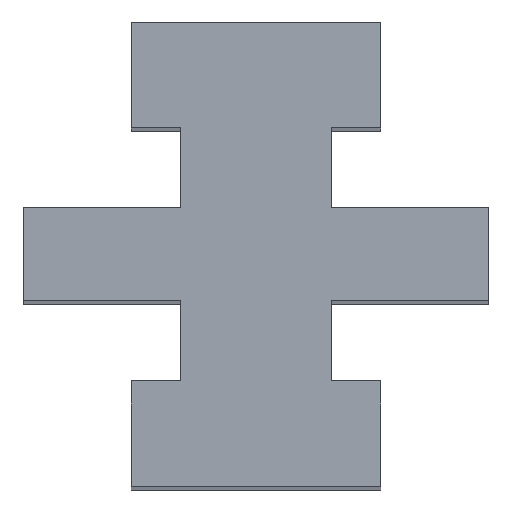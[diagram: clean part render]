
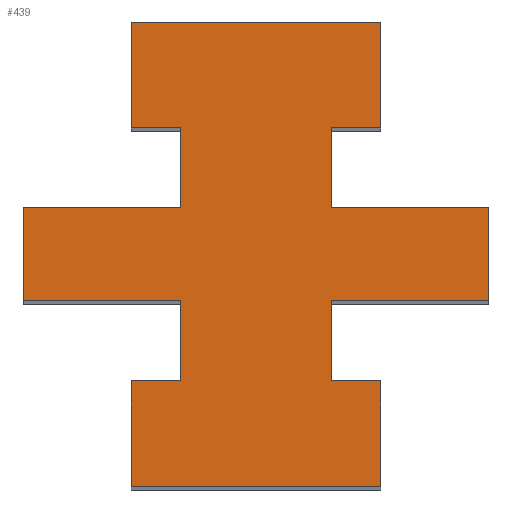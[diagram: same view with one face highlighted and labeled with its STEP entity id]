
A CAD part, top view. The second image highlights one B-rep face of the part: STEP entity #439.
In plain terms, the highlighted planar face has unit normal (0, 0, 1).
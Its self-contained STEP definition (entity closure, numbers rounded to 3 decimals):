
#33=FACE_OUTER_BOUND($,#55,.T.);
#55=EDGE_LOOP($,(#357,#358,#359,#360,#361,#362,#363,#364,#365,#366,#367,
#368,#369,#370,#371,#372,#373,#374,#375,#376));
#57=LINE($,#576,#117);
#61=LINE($,#584,#121);
#64=LINE($,#590,#124);
#67=LINE($,#596,#127);
#70=LINE($,#602,#130);
#73=LINE($,#608,#133);
#76=LINE($,#614,#136);
#79=LINE($,#620,#139);
#82=LINE($,#626,#142);
#85=LINE($,#632,#145);
#88=LINE($,#638,#148);
#91=LINE($,#644,#151);
#94=LINE($,#650,#154);
#97=LINE($,#656,#157);
#100=LINE($,#662,#160);
#103=LINE($,#668,#163);
#106=LINE($,#674,#166);
#109=LINE($,#680,#169);
#112=LINE($,#686,#172);
#115=LINE($,#691,#175);
#117=VECTOR($,#470,13.4);
#121=VECTOR($,#476,5.7);
#124=VECTOR($,#481,2.65);
#127=VECTOR($,#486,4.3);
#130=VECTOR($,#491,8.45);
#133=VECTOR($,#496,5.);
#136=VECTOR($,#501,8.45);
#139=VECTOR($,#506,4.3);
#142=VECTOR($,#511,2.65);
#145=VECTOR($,#516,5.7);
#148=VECTOR($,#521,13.4);
#151=VECTOR($,#526,5.7);
#154=VECTOR($,#531,2.65);
#157=VECTOR($,#536,4.3);
#160=VECTOR($,#541,8.45);
#163=VECTOR($,#546,5.);
#166=VECTOR($,#551,8.45);
#169=VECTOR($,#556,4.3);
#172=VECTOR($,#561,2.65);
#175=VECTOR($,#566,5.7);
#177=VERTEX_POINT($,#574);
#178=VERTEX_POINT($,#575);
#181=VERTEX_POINT($,#583);
#183=VERTEX_POINT($,#589);
#185=VERTEX_POINT($,#595);
#187=VERTEX_POINT($,#601);
#189=VERTEX_POINT($,#607);
#191=VERTEX_POINT($,#613);
#193=VERTEX_POINT($,#619);
#195=VERTEX_POINT($,#625);
#197=VERTEX_POINT($,#631);
#199=VERTEX_POINT($,#637);
#201=VERTEX_POINT($,#643);
#203=VERTEX_POINT($,#649);
#205=VERTEX_POINT($,#655);
#207=VERTEX_POINT($,#661);
#209=VERTEX_POINT($,#667);
#211=VERTEX_POINT($,#673);
#213=VERTEX_POINT($,#679);
#215=VERTEX_POINT($,#685);
#217=EDGE_CURVE($,#177,#178,#57,.T.);
#221=EDGE_CURVE($,#178,#181,#61,.T.);
#224=EDGE_CURVE($,#181,#183,#64,.T.);
#227=EDGE_CURVE($,#183,#185,#67,.T.);
#230=EDGE_CURVE($,#185,#187,#70,.T.);
#233=EDGE_CURVE($,#187,#189,#73,.T.);
#236=EDGE_CURVE($,#189,#191,#76,.T.);
#239=EDGE_CURVE($,#191,#193,#79,.T.);
#242=EDGE_CURVE($,#193,#195,#82,.T.);
#245=EDGE_CURVE($,#195,#197,#85,.T.);
#248=EDGE_CURVE($,#197,#199,#88,.T.);
#251=EDGE_CURVE($,#199,#201,#91,.T.);
#254=EDGE_CURVE($,#201,#203,#94,.T.);
#257=EDGE_CURVE($,#203,#205,#97,.T.);
#260=EDGE_CURVE($,#205,#207,#100,.T.);
#263=EDGE_CURVE($,#207,#209,#103,.T.);
#266=EDGE_CURVE($,#209,#211,#106,.T.);
#269=EDGE_CURVE($,#211,#213,#109,.T.);
#272=EDGE_CURVE($,#213,#215,#112,.T.);
#275=EDGE_CURVE($,#215,#177,#115,.T.);
#357=ORIENTED_EDGE($,*,*,#248,.F.);
#358=ORIENTED_EDGE($,*,*,#245,.F.);
#359=ORIENTED_EDGE($,*,*,#242,.F.);
#360=ORIENTED_EDGE($,*,*,#239,.F.);
#361=ORIENTED_EDGE($,*,*,#236,.F.);
#362=ORIENTED_EDGE($,*,*,#233,.F.);
#363=ORIENTED_EDGE($,*,*,#230,.F.);
#364=ORIENTED_EDGE($,*,*,#227,.F.);
#365=ORIENTED_EDGE($,*,*,#224,.F.);
#366=ORIENTED_EDGE($,*,*,#221,.F.);
#367=ORIENTED_EDGE($,*,*,#217,.F.);
#368=ORIENTED_EDGE($,*,*,#275,.F.);
#369=ORIENTED_EDGE($,*,*,#272,.F.);
#370=ORIENTED_EDGE($,*,*,#269,.F.);
#371=ORIENTED_EDGE($,*,*,#266,.F.);
#372=ORIENTED_EDGE($,*,*,#263,.F.);
#373=ORIENTED_EDGE($,*,*,#260,.F.);
#374=ORIENTED_EDGE($,*,*,#257,.F.);
#375=ORIENTED_EDGE($,*,*,#254,.F.);
#376=ORIENTED_EDGE($,*,*,#251,.F.);
#417=PLANE($,#464);
#439=ADVANCED_FACE($,(#33),#417,.T.);
#464=AXIS2_PLACEMENT_3D($,#693,#568,#569);
#470=DIRECTION($,(-1.,0.,0.));
#476=DIRECTION($,(0.,1.,0.));
#481=DIRECTION($,(1.,0.,0.));
#486=DIRECTION($,(0.,1.,0.));
#491=DIRECTION($,(-1.,0.,0.));
#496=DIRECTION($,(0.,1.,0.));
#501=DIRECTION($,(1.,0.,0.));
#506=DIRECTION($,(0.,1.,0.));
#511=DIRECTION($,(-1.,0.,0.));
#516=DIRECTION($,(0.,1.,0.));
#521=DIRECTION($,(1.,0.,0.));
#526=DIRECTION($,(0.,-1.,0.));
#531=DIRECTION($,(-1.,0.,0.));
#536=DIRECTION($,(0.,-1.,0.));
#541=DIRECTION($,(1.,0.,0.));
#546=DIRECTION($,(0.,-1.,0.));
#551=DIRECTION($,(-1.,0.,0.));
#556=DIRECTION($,(0.,-1.,0.));
#561=DIRECTION($,(1.,0.,0.));
#566=DIRECTION($,(0.,-1.,0.));
#568=DIRECTION('center_axis',(0.,0.,1.));
#569=DIRECTION('ref_axis',(1.,0.,0.));
#574=CARTESIAN_POINT('',(6.7,-12.5,100.));
#575=CARTESIAN_POINT('',(-6.7,-12.5,100.));
#576=CARTESIAN_POINT($,(3.35,-12.5,100.));
#583=CARTESIAN_POINT('',(-6.7,-6.8,100.));
#584=CARTESIAN_POINT($,(-6.7,-6.25,100.));
#589=CARTESIAN_POINT('',(-4.05,-6.8,100.));
#590=CARTESIAN_POINT($,(-3.35,-6.8,100.));
#595=CARTESIAN_POINT('',(-4.05,-2.5,100.));
#596=CARTESIAN_POINT($,(-4.05,-3.4,100.));
#601=CARTESIAN_POINT('',(-12.5,-2.5,100.));
#602=CARTESIAN_POINT($,(-2.025,-2.5,100.));
#607=CARTESIAN_POINT('',(-12.5,2.5,100.));
#608=CARTESIAN_POINT($,(-12.5,-1.25,100.));
#613=CARTESIAN_POINT('',(-4.05,2.5,100.));
#614=CARTESIAN_POINT($,(-6.25,2.5,100.));
#619=CARTESIAN_POINT('',(-4.05,6.8,100.));
#620=CARTESIAN_POINT($,(-4.05,1.25,100.));
#625=CARTESIAN_POINT('',(-6.7,6.8,100.));
#626=CARTESIAN_POINT($,(-2.025,6.8,100.));
#631=CARTESIAN_POINT('',(-6.7,12.5,100.));
#632=CARTESIAN_POINT($,(-6.7,3.4,100.));
#637=CARTESIAN_POINT('',(6.7,12.5,100.));
#638=CARTESIAN_POINT($,(-3.35,12.5,100.));
#643=CARTESIAN_POINT('',(6.7,6.8,100.));
#644=CARTESIAN_POINT($,(6.7,6.25,100.));
#649=CARTESIAN_POINT('',(4.05,6.8,100.));
#650=CARTESIAN_POINT($,(3.35,6.8,100.));
#655=CARTESIAN_POINT('',(4.05,2.5,100.));
#656=CARTESIAN_POINT($,(4.05,3.4,100.));
#661=CARTESIAN_POINT('',(12.5,2.5,100.));
#662=CARTESIAN_POINT($,(2.025,2.5,100.));
#667=CARTESIAN_POINT('',(12.5,-2.5,100.));
#668=CARTESIAN_POINT($,(12.5,1.25,100.));
#673=CARTESIAN_POINT('',(4.05,-2.5,100.));
#674=CARTESIAN_POINT($,(6.25,-2.5,100.));
#679=CARTESIAN_POINT('',(4.05,-6.8,100.));
#680=CARTESIAN_POINT($,(4.05,-1.25,100.));
#685=CARTESIAN_POINT('',(6.7,-6.8,100.));
#686=CARTESIAN_POINT($,(2.025,-6.8,100.));
#691=CARTESIAN_POINT($,(6.7,-3.4,100.));
#693=CARTESIAN_POINT('Origin',(0.,0.,100.));
